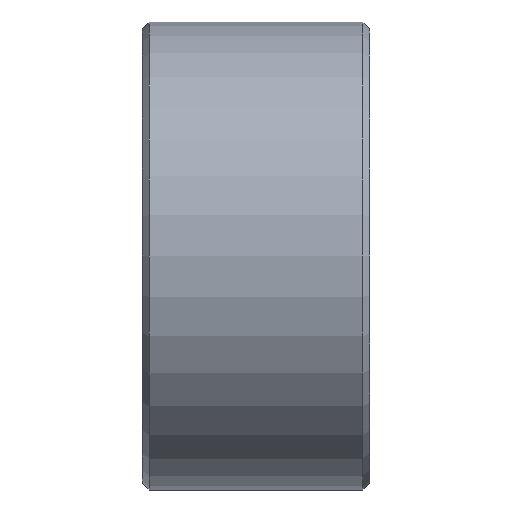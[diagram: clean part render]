
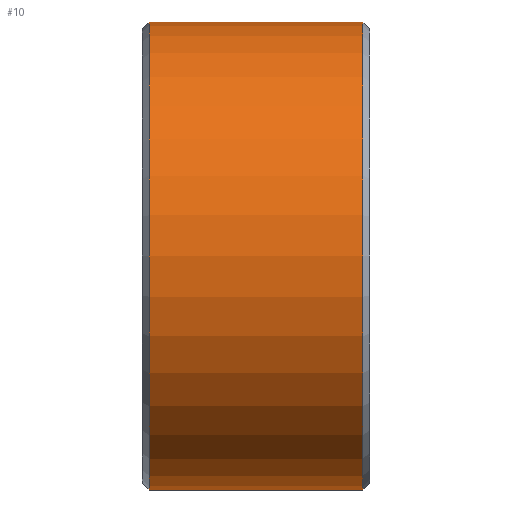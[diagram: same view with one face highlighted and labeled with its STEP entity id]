
A CAD part, front view. The second image highlights one B-rep face of the part: STEP entity #10.
In plain terms, the highlighted cylindrical face has radius 35 mm (diameter 70 mm), a partial arc.
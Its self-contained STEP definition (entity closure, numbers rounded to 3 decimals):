
#10 = ADVANCED_FACE ( 'NONE', ( #2006 ), #2241, .T. ) ;
#313 = CARTESIAN_POINT ( 'NONE',  ( 0., 0., 35. ) ) ;
#441 = CIRCLE ( 'NONE', #1907, 35. ) ;
#580 = CARTESIAN_POINT ( 'NONE',  ( 1., 0., 35. ) ) ;
#743 = VERTEX_POINT ( 'NONE', #3753 ) ;
#949 = DIRECTION ( 'NONE',  ( 0., 0., 1. ) ) ;
#1127 = EDGE_CURVE ( 'NONE', #1425, #743, #1416, .T. ) ;
#1150 = VERTEX_POINT ( 'NONE', #1401 ) ;
#1210 = ORIENTED_EDGE ( 'NONE', *, *, #4542, .T. ) ;
#1223 = CARTESIAN_POINT ( 'NONE',  ( 0., 0., 0. ) ) ;
#1401 = CARTESIAN_POINT ( 'NONE',  ( 1., 0., -35. ) ) ;
#1416 = CIRCLE ( 'NONE', #1453, 35. ) ;
#1425 = VERTEX_POINT ( 'NONE', #3726 ) ;
#1453 = AXIS2_PLACEMENT_3D ( 'NONE', #2476, #2065, #949 ) ;
#1454 = LINE ( 'NONE', #313, #3692 ) ;
#1505 = ORIENTED_EDGE ( 'NONE', *, *, #2638, .F. ) ;
#1584 = CARTESIAN_POINT ( 'NONE',  ( 1., 0., 0. ) ) ;
#1756 = LINE ( 'NONE', #3695, #1930 ) ;
#1782 = DIRECTION ( 'NONE',  ( -1., 0., 0. ) ) ;
#1907 = AXIS2_PLACEMENT_3D ( 'NONE', #1584, #4573, #3863 ) ;
#1930 = VECTOR ( 'NONE', #4055, 1000. ) ;
#2006 = FACE_OUTER_BOUND ( 'NONE', #4160, .T. ) ;
#2065 = DIRECTION ( 'NONE',  ( -1., 0., 0. ) ) ;
#2129 = AXIS2_PLACEMENT_3D ( 'NONE', #1223, #2304, #3506 ) ;
#2241 = CYLINDRICAL_SURFACE ( 'NONE', #2129, 35. ) ;
#2304 = DIRECTION ( 'NONE',  ( -1., 0., 0. ) ) ;
#2476 = CARTESIAN_POINT ( 'NONE',  ( 33., 0., 0. ) ) ;
#2492 = VERTEX_POINT ( 'NONE', #580 ) ;
#2504 = ORIENTED_EDGE ( 'NONE', *, *, #2969, .T. ) ;
#2638 = EDGE_CURVE ( 'NONE', #1425, #1150, #1756, .T. ) ;
#2969 = EDGE_CURVE ( 'NONE', #2492, #1150, #441, .T. ) ;
#3506 = DIRECTION ( 'NONE',  ( 0., 0., 1. ) ) ;
#3692 = VECTOR ( 'NONE', #1782, 1000. ) ;
#3695 = CARTESIAN_POINT ( 'NONE',  ( 0., 0., -35. ) ) ;
#3726 = CARTESIAN_POINT ( 'NONE',  ( 33., 0., -35. ) ) ;
#3753 = CARTESIAN_POINT ( 'NONE',  ( 33., 0., 35. ) ) ;
#3863 = DIRECTION ( 'NONE',  ( 0., 0., -1. ) ) ;
#4055 = DIRECTION ( 'NONE',  ( -1., 0., 0. ) ) ;
#4160 = EDGE_LOOP ( 'NONE', ( #1505, #4666, #1210, #2504 ) ) ;
#4542 = EDGE_CURVE ( 'NONE', #743, #2492, #1454, .T. ) ;
#4573 = DIRECTION ( 'NONE',  ( 1., 0., 0. ) ) ;
#4666 = ORIENTED_EDGE ( 'NONE', *, *, #1127, .T. ) ;
